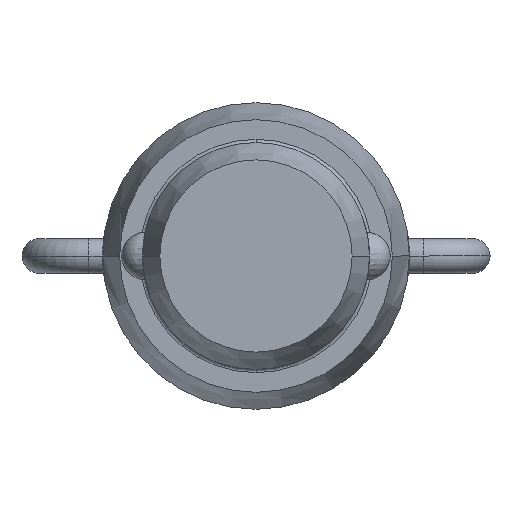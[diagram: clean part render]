
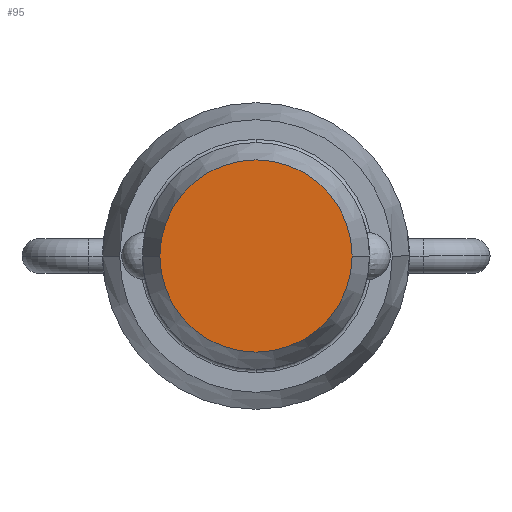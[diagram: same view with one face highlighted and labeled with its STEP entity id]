
A CAD part, front view. The second image highlights one B-rep face of the part: STEP entity #95.
In plain terms, the highlighted planar face has unit normal (0, -1, 0).
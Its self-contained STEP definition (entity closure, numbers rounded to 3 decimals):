
#95=ADVANCED_FACE('',(#210),#211,.T.);
#210=FACE_OUTER_BOUND('',#343,.T.);
#211=PLANE('',#344);
#343=EDGE_LOOP('',(#556,#557));
#344=AXIS2_PLACEMENT_3D('',#558,#559,#560);
#556=ORIENTED_EDGE('',*,*,#864,.T.);
#557=ORIENTED_EDGE('',*,*,#865,.T.);
#558=CARTESIAN_POINT('',(-3.572,-152.654,0.0));
#559=DIRECTION('',(0.,-1.0,0.0));
#560=DIRECTION('',(1.0,0.,0.0));
#864=EDGE_CURVE('',#1051,#1052,#1053,.T.);
#865=EDGE_CURVE('',#1052,#1051,#1054,.T.);
#1051=VERTEX_POINT('',#1359);
#1052=VERTEX_POINT('',#1360);
#1053=CIRCLE('',#1361,6.052);
#1054=CIRCLE('',#1362,6.052);
#1359=CARTESIAN_POINT('',(-6.052,-152.654,0.0));
#1360=CARTESIAN_POINT('',(6.052,-152.654,0.));
#1361=AXIS2_PLACEMENT_3D('',#1665,#1666,#1667);
#1362=AXIS2_PLACEMENT_3D('',#1668,#1669,#1670);
#1665=CARTESIAN_POINT('',(0.0,-152.654,0.0));
#1666=DIRECTION('',(0.,-1.0,0.0));
#1667=DIRECTION('',(-1.0,0.,0.0));
#1668=CARTESIAN_POINT('',(0.0,-152.654,0.0));
#1669=DIRECTION('',(0.,-1.0,0.0));
#1670=DIRECTION('',(-1.0,0.,0.0));
